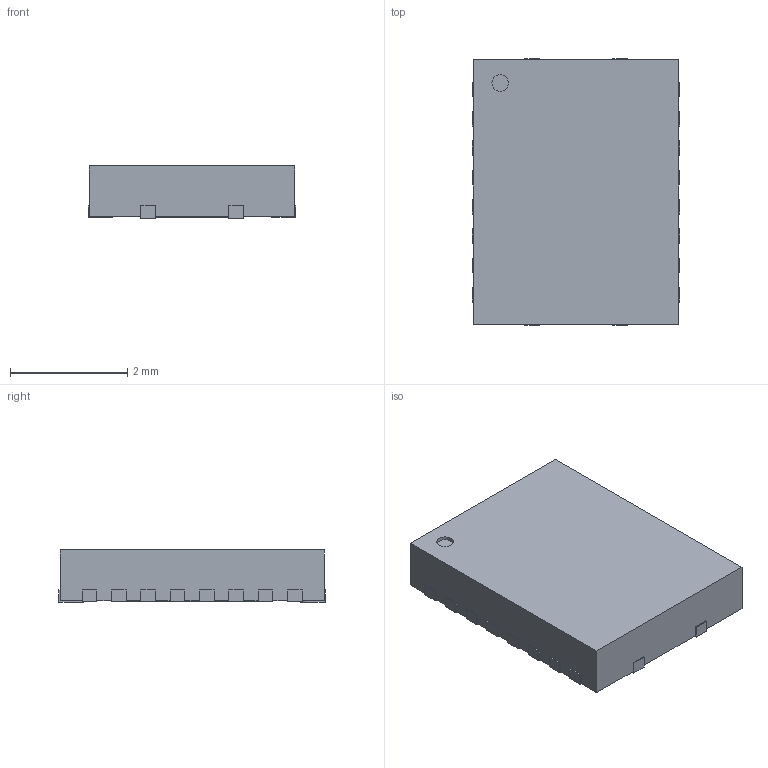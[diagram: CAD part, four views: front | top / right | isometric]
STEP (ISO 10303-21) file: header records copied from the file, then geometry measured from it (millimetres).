
FILE_DESCRIPTION(/* description */ ('Unknown'),/* implementation_level */ '2;1');
FILE_NAME(/* name */ 'L3751PUR',/* time_stamp */ '2023-02-22T11:46:08+02:00',/* author */ ('Unknown'),/* organization */ ('Unknown'),/* preprocessor_version */ 'ST-DEVELOPER v18.1',/* originating_system */ 'Solid Edge',/* authorisation */ 'Unknown');
FILE_SCHEMA (('AUTOMOTIVE_DESIGN {1 0 10303 214 3 1 1}'));
Length unit declared in the file: millimetre
Products named in the file (1): L3751PUR
Bounding box: 3.53 x 4.54 x 0.89 mm (x, y, z)
Volume: 13.8 mm3; surface area: 46.1 mm2
Topology: 1 solids, 1 shells, 174 faces, 510 edges, 340 vertices
Faces by surface type: plane 133, cylinder 41
Full cylindrical faces by diameter (mm): 0.282 x1
Entity records: 6973 total; most frequent: CARTESIAN_POINT 1024, ORIENTED_EDGE 1018, DIRECTION 941, EDGE_CURVE 509, LINE 427, VECTOR 427, VERTEX_POINT 340, AXIS2_PLACEMENT_3D 257
